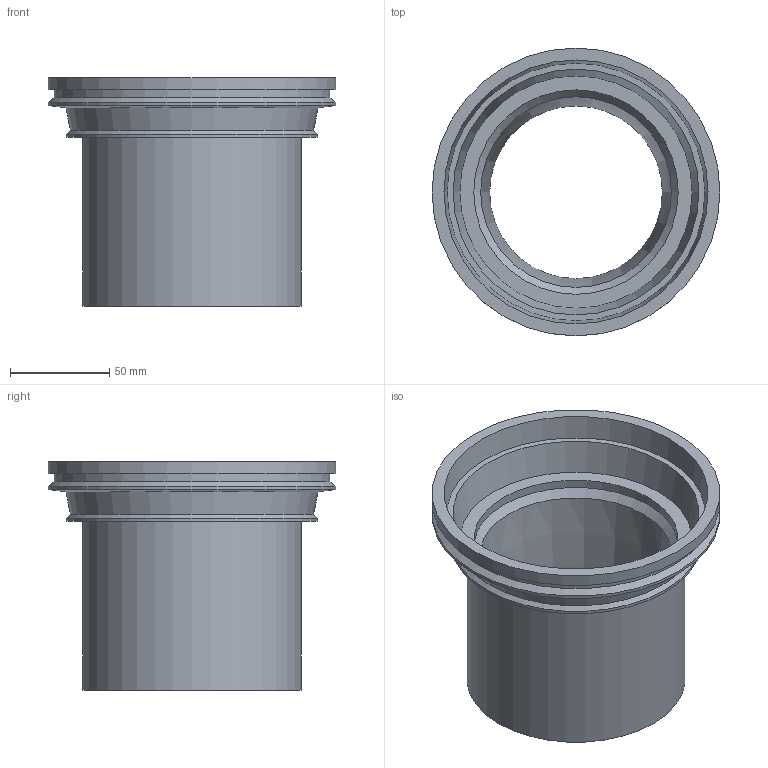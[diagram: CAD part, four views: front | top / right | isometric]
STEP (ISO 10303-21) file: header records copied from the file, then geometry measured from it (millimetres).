
FILE_DESCRIPTION(/* description */ ('STEP AP214'),/* implementation_level */ '2;1');
FILE_NAME(/* name */ '482010001(1)',/* time_stamp */ '2022-12-23T08:15:30+01:00',/* author */ ('License CC BY-ND 4.0'),/* organization */ ('CADENAS'),/* preprocessor_version */ 'ST-DEVELOPER v18.102',/* originating_system */ 'PARTsolutions',/* authorisation */ ' ');
FILE_SCHEMA (('AUTOMOTIVE_DESIGN {1 0 10303 214 3 1 1}'));
Length unit declared in the file: millimetre
Products named in the file (3): 482010001(1); 482010001(1,85)_P2; 482010001(1)_P1
Assembly tree (2 placements, depth 2):
  482010001(1)
    482010001(1,85)_P2
    482010001(1)_P1
Bounding box: 145 x 145 x 115 mm (x, y, z)
Volume: 165827.3 mm3; surface area: 139930.5 mm2
Topology: 2 solids, 2 shells, 26 faces, 44 edges, 26 vertices
Faces by surface type: cone 10, plane 8, cylinder 8
Full cylindrical faces by diameter (mm): 103 x1, 105 x1, 106.446 x1, 110 x1, 126.446 x1, 139 x1, 145 x2
Entity records: 607 total; most frequent: DIRECTION 110, CARTESIAN_POINT 81, AXIS2_PLACEMENT_3D 55, ORIENTED_EDGE 52, EDGE_LOOP 52, FACE_BOUND 52, EDGE_CURVE 26, VERTEX_POINT 26
